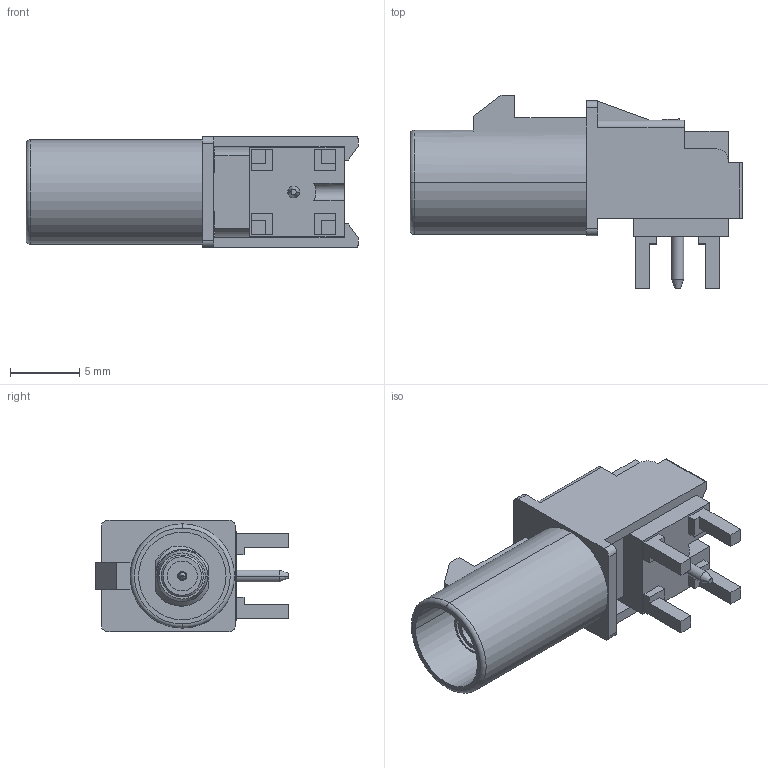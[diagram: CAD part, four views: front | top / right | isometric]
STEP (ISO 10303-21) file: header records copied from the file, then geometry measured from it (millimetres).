
FILE_DESCRIPTION((''),'2;1');
FILE_NAME('FA1-NZRP-PCB-8A','2020-05-04T',('Krishnaprasath'),(''),'CREO PARAMETRIC BY PTC INC, 2018360','CREO PARAMETRIC BY PTC INC, 2018360','');
FILE_SCHEMA(('CONFIG_CONTROL_DESIGN'));
Length unit declared in the file: millimetre
Products named in the file (1): FA1-NZRP-PCB-8A
Bounding box: 23.9 x 13.9 x 8 mm (x, y, z)
Volume: 958.1 mm3; surface area: 1534.3 mm2
Topology: 1 solids, 1 shells, 293 faces, 784 edges, 512 vertices
Faces by surface type: plane 236, cylinder 34, cone 16, bspline 5, torus 2
Entity records: 9485 total; most frequent: CARTESIAN_POINT 2088, ORIENTED_EDGE 1568, DIRECTION 1430, EDGE_CURVE 784, VECTOR 680, LINE 680, VERTEX_POINT 512, AXIS2_PLACEMENT_3D 375
